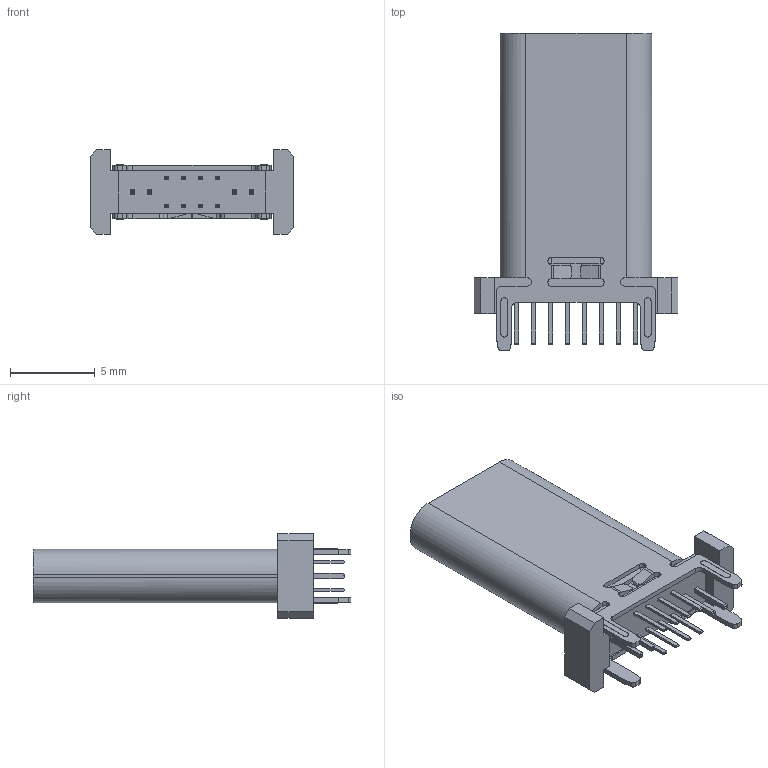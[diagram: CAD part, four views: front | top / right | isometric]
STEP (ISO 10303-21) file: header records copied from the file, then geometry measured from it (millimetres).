
FILE_DESCRIPTION((''),'2;1');
FILE_NAME('PRT0001','2024-05-04T13:55:13',('Administrator'),(''),'CREO PARAMETRIC BY PTC INC, 2020154','CREO PARAMETRIC BY PTC INC, 2020154','');
FILE_SCHEMA(('AUTOMOTIVE_DESIGN { 1 0 10303 214 1 1 1 1 }'));
Length unit declared in the file: millimetre
Products named in the file (1): PRT0001
Bounding box: 12 x 18.7 x 5 mm (x, y, z)
Volume: 371.4 mm3; surface area: 1103.1 mm2
Topology: 1 solids, 1 shells, 521 faces, 1483 edges, 978 vertices
Faces by surface type: plane 393, cylinder 120, cone 8
Entity records: 20647 total; most frequent: CARTESIAN_POINT 3129, ORIENTED_EDGE 2966, DIRECTION 2749, EDGE_CURVE 1483, VECTOR 1211, LINE 1211, VERTEX_POINT 978, AXIS2_PLACEMENT_3D 769
